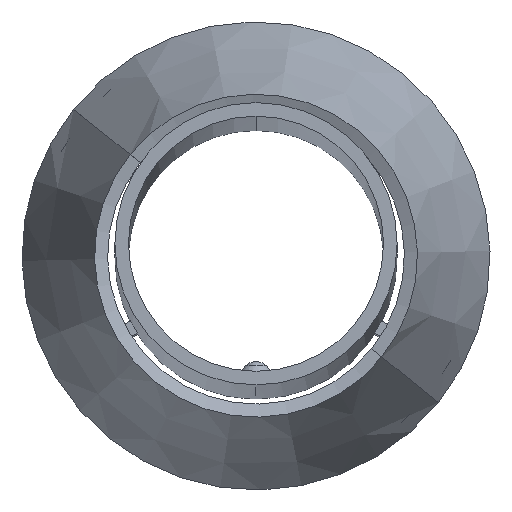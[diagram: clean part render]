
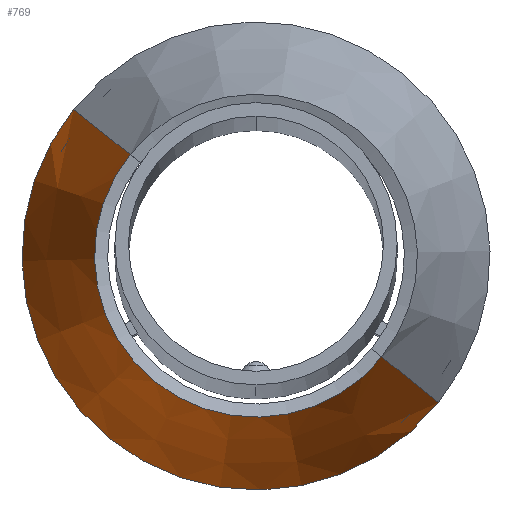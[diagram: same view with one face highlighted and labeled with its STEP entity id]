
A CAD part, top view. The second image highlights one B-rep face of the part: STEP entity #769.
In plain terms, the highlighted conical face has half-angle 21.181 degrees and reference radius 34.5 mm.
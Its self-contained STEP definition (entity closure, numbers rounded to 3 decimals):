
#18 = CONICAL_SURFACE ( 'NONE', #588, 34.5, 0.37 ) ;
#60 = VERTEX_POINT ( 'NONE', #526 ) ;
#62 = EDGE_CURVE ( 'NONE', #763, #60, #1659, .T. ) ;
#81 = CIRCLE ( 'NONE', #1665, 50. ) ;
#82 = CARTESIAN_POINT ( 'NONE',  ( 0., 40., -34.5 ) ) ;
#153 = EDGE_LOOP ( 'NONE', ( #313, #1380, #1161, #204 ) ) ;
#204 = ORIENTED_EDGE ( 'NONE', *, *, #1008, .F. ) ;
#313 = ORIENTED_EDGE ( 'NONE', *, *, #469, .F. ) ;
#469 = EDGE_CURVE ( 'NONE', #1003, #1817, #1058, .T. ) ;
#526 = CARTESIAN_POINT ( 'NONE',  ( 0., 0., -50. ) ) ;
#533 = DIRECTION ( 'NONE',  ( 0., 0., -1. ) ) ;
#588 = AXIS2_PLACEMENT_3D ( 'NONE', #802, #1375, #661 ) ;
#610 = DIRECTION ( 'NONE',  ( 0., -1., 0. ) ) ;
#661 = DIRECTION ( 'NONE',  ( 0., 0., -1. ) ) ;
#763 = VERTEX_POINT ( 'NONE', #1679 ) ;
#769 = ADVANCED_FACE ( 'NONE', ( #1830 ), #18, .T. ) ;
#799 = CARTESIAN_POINT ( 'NONE',  ( 0., 40., 34.5 ) ) ;
#802 = CARTESIAN_POINT ( 'NONE',  ( 0., 40., 0. ) ) ;
#904 = CARTESIAN_POINT ( 'NONE',  ( 0., 0., 0. ) ) ;
#960 = DIRECTION ( 'NONE',  ( 0., -1., 0. ) ) ;
#980 = AXIS2_PLACEMENT_3D ( 'NONE', #1430, #960, #533 ) ;
#1003 = VERTEX_POINT ( 'NONE', #1748 ) ;
#1008 = EDGE_CURVE ( 'NONE', #1817, #60, #81, .T. ) ;
#1058 = LINE ( 'NONE', #799, #1485 ) ;
#1064 = CIRCLE ( 'NONE', #980, 34.5 ) ;
#1161 = ORIENTED_EDGE ( 'NONE', *, *, #62, .T. ) ;
#1190 = DIRECTION ( 'NONE',  ( 0., -0.932, -0.361 ) ) ;
#1275 = CARTESIAN_POINT ( 'NONE',  ( 0., 0., 50. ) ) ;
#1309 = DIRECTION ( 'NONE',  ( 0., 0., -1. ) ) ;
#1328 = VECTOR ( 'NONE', #1190, 1000. ) ;
#1356 = EDGE_CURVE ( 'NONE', #1003, #763, #1064, .T. ) ;
#1375 = DIRECTION ( 'NONE',  ( 0., -1., 0. ) ) ;
#1380 = ORIENTED_EDGE ( 'NONE', *, *, #1356, .T. ) ;
#1430 = CARTESIAN_POINT ( 'NONE',  ( 0., 40., 0. ) ) ;
#1485 = VECTOR ( 'NONE', #1498, 1000. ) ;
#1498 = DIRECTION ( 'NONE',  ( 0., -0.932, 0.361 ) ) ;
#1659 = LINE ( 'NONE', #82, #1328 ) ;
#1665 = AXIS2_PLACEMENT_3D ( 'NONE', #904, #610, #1309 ) ;
#1679 = CARTESIAN_POINT ( 'NONE',  ( 0., 40., -34.5 ) ) ;
#1748 = CARTESIAN_POINT ( 'NONE',  ( 0., 40., 34.5 ) ) ;
#1817 = VERTEX_POINT ( 'NONE', #1275 ) ;
#1830 = FACE_OUTER_BOUND ( 'NONE', #153, .T. ) ;
